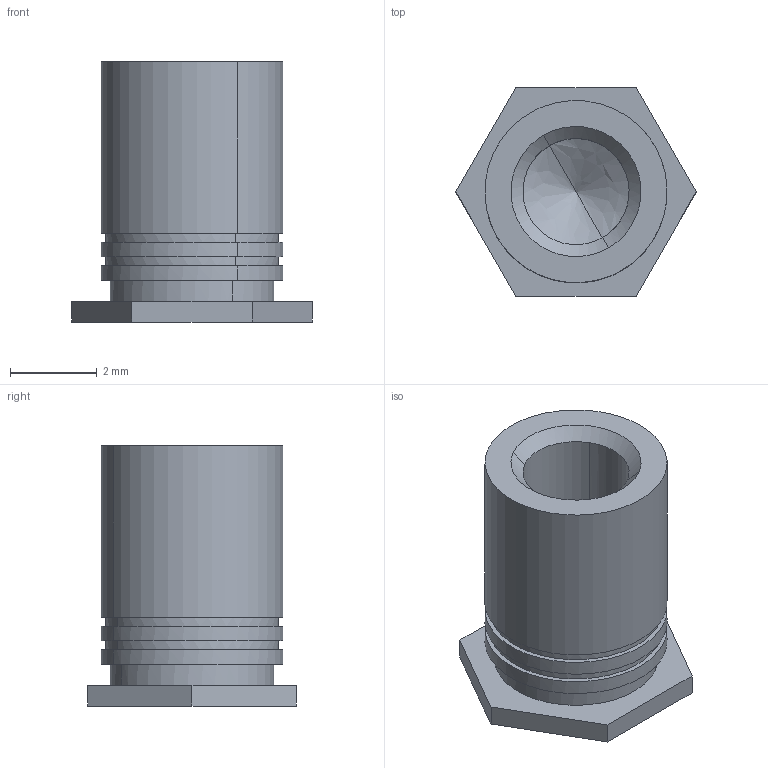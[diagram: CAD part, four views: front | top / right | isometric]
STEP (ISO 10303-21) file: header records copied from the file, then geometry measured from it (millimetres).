
FILE_DESCRIPTION(('FreeCAD Model'),'2;1');
FILE_NAME('20141107-134907-13395779.stp','2016-01-27T22:41:21',('FreeCAD'),('FreeCAD'), 'Open CASCADE STEP processor 6.8','FreeCAD','Unknown');
FILE_SCHEMA(('AUTOMOTIVE_DESIGN_CC2 { 1 2 10303 214 -1 1 5 4 }'));
Length unit declared in the file: millimetre
Products named in the file (1): Open CASCADE STEP translator 6.8 373
Bounding box: 5.54 x 4.8 x 6 mm (x, y, z)
Surface area: 165.7 mm2 (no closed solid volume)
Topology: 0 solids, 1 shells, 35 faces, 83 edges, 54 vertices
Faces by surface type: bspline 20, plane 15
Entity records: 4059 total; most frequent: CARTESIAN_POINT 3004, B_SPLINE_CURVE_WITH_KNOTS 164, ORIENTED_EDGE 159, PCURVE 159, DEFINITIONAL_REPRESENTATION 159, EDGE_CURVE 81, SURFACE_CURVE 81, VERTEX_POINT 54
